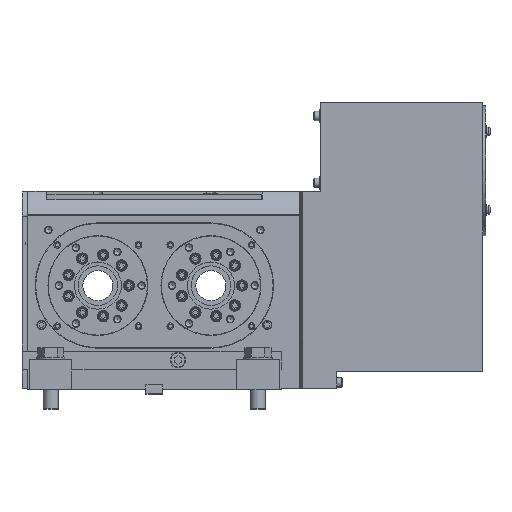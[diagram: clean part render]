
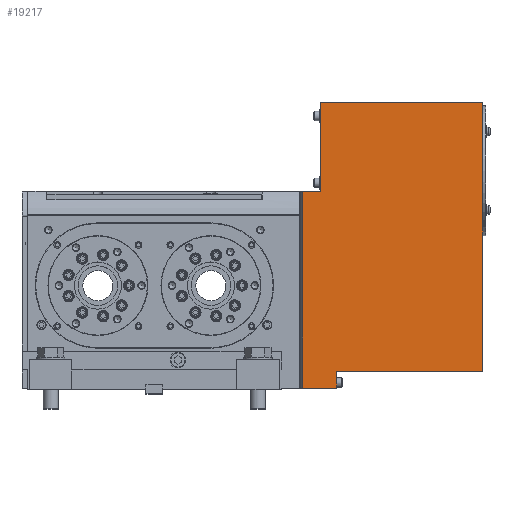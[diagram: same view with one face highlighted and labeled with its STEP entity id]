
A CAD part, top view. The second image highlights one B-rep face of the part: STEP entity #19217.
In plain terms, the highlighted planar face has unit normal (0, 0, 1).
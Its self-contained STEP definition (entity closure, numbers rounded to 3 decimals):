
#416=LINE('',#27525,#2117);
#420=LINE('',#27533,#2121);
#421=LINE('',#27535,#2122);
#426=LINE('',#27546,#2127);
#430=LINE('',#27553,#2131);
#934=LINE('',#29265,#2635);
#1709=LINE('',#31738,#3410);
#1713=LINE('',#31746,#3414);
#2117=VECTOR('',#22017,1000.);
#2121=VECTOR('',#22023,1000.);
#2122=VECTOR('',#22026,1000.);
#2127=VECTOR('',#22033,1000.);
#2131=VECTOR('',#22039,1000.);
#2635=VECTOR('',#23707,1000.);
#3410=VECTOR('',#26260,1000.);
#3414=VECTOR('',#26268,1000.);
#8381=ORIENTED_EDGE('',*,*,#10797,.F.);
#8382=ORIENTED_EDGE('',*,*,#10792,.F.);
#8383=ORIENTED_EDGE('',*,*,#8968,.F.);
#8384=ORIENTED_EDGE('',*,*,#8967,.F.);
#8385=ORIENTED_EDGE('',*,*,#8963,.F.);
#8386=ORIENTED_EDGE('',*,*,#8973,.T.);
#8387=ORIENTED_EDGE('',*,*,#8977,.T.);
#8388=ORIENTED_EDGE('',*,*,#9714,.T.);
#8963=EDGE_CURVE('',#11253,#11254,#416,.T.);
#8967=EDGE_CURVE('',#11254,#11255,#420,.T.);
#8968=EDGE_CURVE('',#11255,#11256,#421,.T.);
#8973=EDGE_CURVE('',#11253,#11260,#426,.T.);
#8977=EDGE_CURVE('',#11260,#11262,#430,.T.);
#9714=EDGE_CURVE('',#11262,#11888,#934,.T.);
#10792=EDGE_CURVE('',#11256,#12638,#1709,.T.);
#10797=EDGE_CURVE('',#12638,#11888,#1713,.T.);
#11253=VERTEX_POINT('',#27526);
#11254=VERTEX_POINT('',#27527);
#11255=VERTEX_POINT('',#27532);
#11256=VERTEX_POINT('',#27536);
#11260=VERTEX_POINT('',#27545);
#11262=VERTEX_POINT('',#27552);
#11888=VERTEX_POINT('',#29264);
#12638=VERTEX_POINT('',#31739);
#15210=EDGE_LOOP('',(#8381,#8382,#8383,#8384,#8385,#8386,#8387,#8388));
#17107=FACE_BOUND('',#15210,.T.);
#17991=PLANE('',#21114);
#19217=ADVANCED_FACE('',(#17107),#17991,.T.);
#21114=AXIS2_PLACEMENT_3D('',#31936,#26470,#26471);
#22017=DIRECTION('',(0.,-1.,0.));
#22023=DIRECTION('',(-1.,0.,0.));
#22026=DIRECTION('',(0.,-1.,0.));
#22033=DIRECTION('',(-1.,0.,0.));
#22039=DIRECTION('',(0.,-1.,0.));
#23707=DIRECTION('',(-1.,0.,0.));
#26260=DIRECTION('',(-1.,0.,0.));
#26268=DIRECTION('',(0.,1.,0.));
#26470=DIRECTION('',(0.,0.,1.));
#26471=DIRECTION('',(0.,-1.,0.));
#27525=CARTESIAN_POINT('',(348.5,304.,151.));
#27526=CARTESIAN_POINT('',(348.5,304.,151.));
#27527=CARTESIAN_POINT('',(348.5,19.,151.));
#27532=CARTESIAN_POINT('',(193.5,19.,151.));
#27533=CARTESIAN_POINT('',(348.5,19.,151.));
#27535=CARTESIAN_POINT('',(193.5,1.,151.));
#27536=CARTESIAN_POINT('',(193.5,1.,151.));
#27545=CARTESIAN_POINT('',(176.5,304.,151.));
#27546=CARTESIAN_POINT('',(193.5,304.,151.));
#27552=CARTESIAN_POINT('',(176.5,210.,151.));
#27553=CARTESIAN_POINT('',(176.5,1.,151.));
#29264=CARTESIAN_POINT('',(157.359,210.,151.));
#29265=CARTESIAN_POINT('',(176.5,210.,151.));
#31738=CARTESIAN_POINT('',(193.5,1.,151.));
#31739=CARTESIAN_POINT('',(157.359,1.,151.));
#31746=CARTESIAN_POINT('',(157.359,210.,151.));
#31936=CARTESIAN_POINT('',(176.5,210.,151.));
